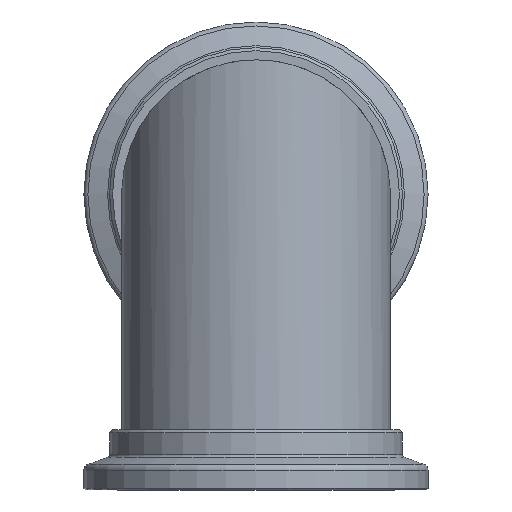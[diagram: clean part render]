
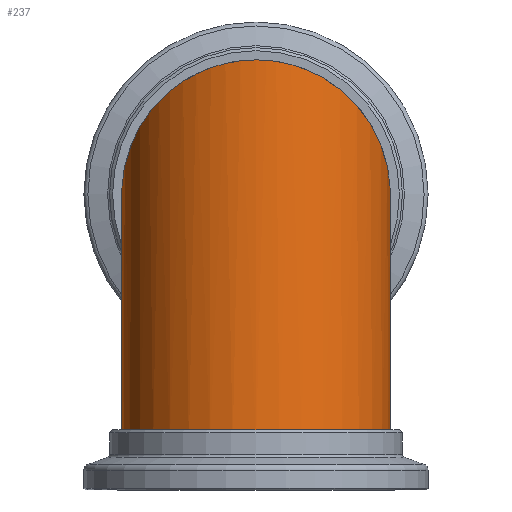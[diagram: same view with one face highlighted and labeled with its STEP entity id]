
A CAD part, left-side view. The second image highlights one B-rep face of the part: STEP entity #237.
In plain terms, the highlighted cylindrical face has radius 44.45 mm (diameter 88.9 mm), a full revolution.
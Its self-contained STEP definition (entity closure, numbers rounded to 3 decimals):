
#46=ELLIPSE('',#283,62.862,44.45);
#54=ORIENTED_EDGE('',*,*,#92,.F.);
#55=ORIENTED_EDGE('',*,*,#89,.T.);
#89=EDGE_CURVE('',#109,#109,#46,.T.);
#92=EDGE_CURVE('',#112,#112,#130,.T.);
#109=VERTEX_POINT('',#417);
#112=VERTEX_POINT('',#426);
#130=CIRCLE('',#289,44.45);
#152=EDGE_LOOP('',(#54));
#153=EDGE_LOOP('',(#55));
#192=FACE_BOUND('',#152,.T.);
#193=FACE_BOUND('',#153,.T.);
#228=CYLINDRICAL_SURFACE('',#288,44.45);
#237=ADVANCED_FACE('',(#192,#193),#228,.T.);
#283=AXIS2_PLACEMENT_3D('',#416,#330,#331);
#288=AXIS2_PLACEMENT_3D('',#424,#340,#341);
#289=AXIS2_PLACEMENT_3D('',#425,#342,#343);
#330=DIRECTION('',(-0.707,0.,-0.707));
#331=DIRECTION('',(-0.707,0.,0.707));
#340=DIRECTION('',(0.,0.,1.));
#341=DIRECTION('',(-1.,0.,0.));
#342=DIRECTION('',(0.,0.,-1.));
#343=DIRECTION('',(-1.,0.,0.));
#416=CARTESIAN_POINT('',(0.,0.,0.));
#417=CARTESIAN_POINT('',(-44.45,0.,44.45));
#424=CARTESIAN_POINT('',(0.,0.,0.));
#425=CARTESIAN_POINT('',(0.,0.,-83.));
#426=CARTESIAN_POINT('',(-44.45,0.,-83.));
